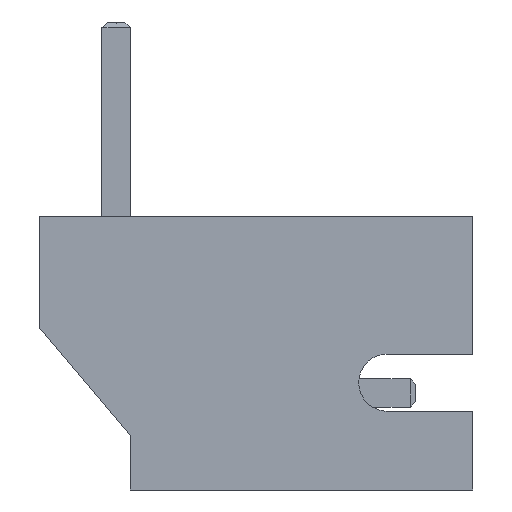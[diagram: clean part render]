
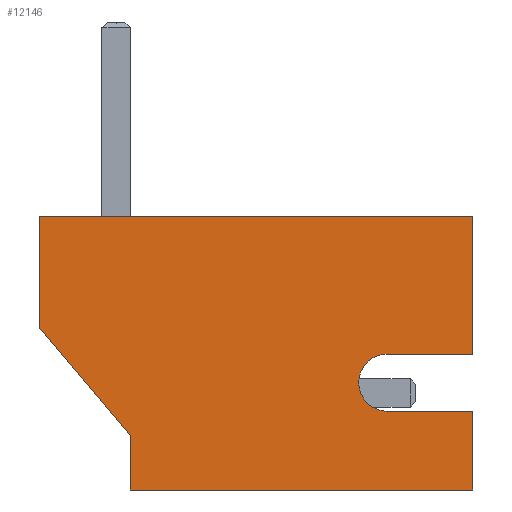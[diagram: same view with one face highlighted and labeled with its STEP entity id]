
A CAD part, left-side view. The second image highlights one B-rep face of the part: STEP entity #12146.
In plain terms, the highlighted planar face has unit normal (-1, 0, 0).
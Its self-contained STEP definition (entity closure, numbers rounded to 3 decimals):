
#140 = VERTEX_POINT ( 'NONE', #14373 ) ;
#605 = CARTESIAN_POINT ( 'NONE',  ( -1.95, 3.85, -0.25 ) ) ;
#733 = VERTEX_POINT ( 'NONE', #3345 ) ;
#785 = CARTESIAN_POINT ( 'NONE',  ( -1.95, 2.92, -4.75 ) ) ;
#1068 = ORIENTED_EDGE ( 'NONE', *, *, #20331, .T. ) ;
#1338 = VERTEX_POINT ( 'NONE', #2775 ) ;
#1813 = VERTEX_POINT ( 'NONE', #7652 ) ;
#2446 = ORIENTED_EDGE ( 'NONE', *, *, #20104, .T. ) ;
#2492 = EDGE_CURVE ( 'NONE', #140, #6998, #24605, .T. ) ;
#2697 = EDGE_CURVE ( 'NONE', #13760, #1813, #2719, .T. ) ;
#2719 = LINE ( 'NONE', #16605, #4586 ) ;
#2775 = CARTESIAN_POINT ( 'NONE',  ( -1.95, 1.95, 1.35 ) ) ;
#2839 = DIRECTION ( 'NONE',  ( 0., 1., 0. ) ) ;
#3004 = CARTESIAN_POINT ( 'NONE',  ( -1.95, 2.42, -6.25 ) ) ;
#3276 = CARTESIAN_POINT ( 'NONE',  ( -1.95, 0., 1.35 ) ) ;
#3345 = CARTESIAN_POINT ( 'NONE',  ( -1.95, 3.42, -4.75 ) ) ;
#3718 = VECTOR ( 'NONE', #12986, 1000. ) ;
#3838 = DIRECTION ( 'NONE',  ( 0., 1., 0. ) ) ;
#4216 = ORIENTED_EDGE ( 'NONE', *, *, #16288, .F. ) ;
#4586 = VECTOR ( 'NONE', #2839, 1000. ) ;
#4743 = PLANE ( 'NONE',  #8986 ) ;
#4913 = VERTEX_POINT ( 'NONE', #5980 ) ;
#5043 = DIRECTION ( 'NONE',  ( -1., 0., 0. ) ) ;
#5293 = LINE ( 'NONE', #19184, #14828 ) ;
#5337 = LINE ( 'NONE', #3276, #8224 ) ;
#5457 = EDGE_CURVE ( 'NONE', #6998, #733, #22769, .T. ) ;
#5854 = ORIENTED_EDGE ( 'NONE', *, *, #2697, .T. ) ;
#5980 = CARTESIAN_POINT ( 'NONE',  ( -1.95, 0., -6.25 ) ) ;
#6081 = DIRECTION ( 'NONE',  ( 0., 0., -1. ) ) ;
#6998 = VERTEX_POINT ( 'NONE', #13392 ) ;
#7417 = LINE ( 'NONE', #17345, #8331 ) ;
#7574 = CARTESIAN_POINT ( 'NONE',  ( -1.95, 4.8, -6.25 ) ) ;
#7584 = DIRECTION ( 'NONE',  ( 0., 0.765, -0.644 ) ) ;
#7652 = CARTESIAN_POINT ( 'NONE',  ( -1.95, 4.8, -0.25 ) ) ;
#7979 = VERTEX_POINT ( 'NONE', #20199 ) ;
#8108 = EDGE_CURVE ( 'NONE', #21812, #1813, #7417, .T. ) ;
#8224 = VECTOR ( 'NONE', #13171, 1000. ) ;
#8331 = VECTOR ( 'NONE', #9469, 1000. ) ;
#8986 = AXIS2_PLACEMENT_3D ( 'NONE', #14488, #18727, #10843 ) ;
#9469 = DIRECTION ( 'NONE',  ( 0., 0., 1. ) ) ;
#9600 = CARTESIAN_POINT ( 'NONE',  ( -1.95, 4.8, -6.25 ) ) ;
#9617 = ORIENTED_EDGE ( 'NONE', *, *, #19820, .F. ) ;
#9763 = ORIENTED_EDGE ( 'NONE', *, *, #15051, .F. ) ;
#9956 = ORIENTED_EDGE ( 'NONE', *, *, #2492, .F. ) ;
#10725 = FACE_OUTER_BOUND ( 'NONE', #20709, .T. ) ;
#10843 = DIRECTION ( 'NONE',  ( 0., -1., 0. ) ) ;
#12065 = VERTEX_POINT ( 'NONE', #15506 ) ;
#12146 = ADVANCED_FACE ( 'NONE', ( #10725 ), #4743, .F. ) ;
#12986 = DIRECTION ( 'NONE',  ( 0., 0., 1. ) ) ;
#13171 = DIRECTION ( 'NONE',  ( 0., 1., 0. ) ) ;
#13275 = AXIS2_PLACEMENT_3D ( 'NONE', #785, #5043, #24358 ) ;
#13337 = LINE ( 'NONE', #9600, #23711 ) ;
#13392 = CARTESIAN_POINT ( 'NONE',  ( -1.95, 2.42, -4.75 ) ) ;
#13760 = VERTEX_POINT ( 'NONE', #605 ) ;
#14175 = CARTESIAN_POINT ( 'NONE',  ( -1.95, 3.42, -6.25 ) ) ;
#14373 = CARTESIAN_POINT ( 'NONE',  ( -1.95, 2.42, -6.25 ) ) ;
#14488 = CARTESIAN_POINT ( 'NONE',  ( -1.95, 4.8, -6.25 ) ) ;
#14616 = LINE ( 'NONE', #22486, #21771 ) ;
#14828 = VECTOR ( 'NONE', #7584, 1000. ) ;
#15051 = EDGE_CURVE ( 'NONE', #4913, #140, #25088, .T. ) ;
#15506 = CARTESIAN_POINT ( 'NONE',  ( -1.95, 3.42, -6.25 ) ) ;
#16288 = EDGE_CURVE ( 'NONE', #12065, #21812, #13337, .T. ) ;
#16605 = CARTESIAN_POINT ( 'NONE',  ( -1.95, 4.8, -0.25 ) ) ;
#17345 = CARTESIAN_POINT ( 'NONE',  ( -1.95, 4.8, -6.25 ) ) ;
#18331 = EDGE_CURVE ( 'NONE', #4913, #7979, #14616, .T. ) ;
#18396 = VECTOR ( 'NONE', #24957, 1000. ) ;
#18727 = DIRECTION ( 'NONE',  ( 1., 0., 0. ) ) ;
#19184 = CARTESIAN_POINT ( 'NONE',  ( -1.95, 3.85, -0.25 ) ) ;
#19794 = ORIENTED_EDGE ( 'NONE', *, *, #18331, .T. ) ;
#19820 = EDGE_CURVE ( 'NONE', #733, #12065, #23733, .T. ) ;
#20104 = EDGE_CURVE ( 'NONE', #7979, #1338, #5337, .T. ) ;
#20199 = CARTESIAN_POINT ( 'NONE',  ( -1.95, 0., 1.35 ) ) ;
#20331 = EDGE_CURVE ( 'NONE', #1338, #13760, #5293, .T. ) ;
#20552 = VECTOR ( 'NONE', #6081, 1000. ) ;
#20709 = EDGE_LOOP ( 'NONE', ( #4216, #9617, #24962, #9956, #9763, #19794, #2446, #1068, #5854, #22180 ) ) ;
#20775 = DIRECTION ( 'NONE',  ( 0., 0., 1. ) ) ;
#21771 = VECTOR ( 'NONE', #20775, 1000. ) ;
#21812 = VERTEX_POINT ( 'NONE', #23284 ) ;
#22180 = ORIENTED_EDGE ( 'NONE', *, *, #8108, .F. ) ;
#22486 = CARTESIAN_POINT ( 'NONE',  ( -1.95, 0., -6.25 ) ) ;
#22769 = CIRCLE ( 'NONE', #13275, 0.5 ) ;
#23284 = CARTESIAN_POINT ( 'NONE',  ( -1.95, 4.8, -6.25 ) ) ;
#23711 = VECTOR ( 'NONE', #3838, 1000. ) ;
#23733 = LINE ( 'NONE', #14175, #20552 ) ;
#24358 = DIRECTION ( 'NONE',  ( 0., 1., 0. ) ) ;
#24605 = LINE ( 'NONE', #3004, #3718 ) ;
#24957 = DIRECTION ( 'NONE',  ( 0., 1., 0. ) ) ;
#24962 = ORIENTED_EDGE ( 'NONE', *, *, #5457, .F. ) ;
#25088 = LINE ( 'NONE', #7574, #18396 ) ;
